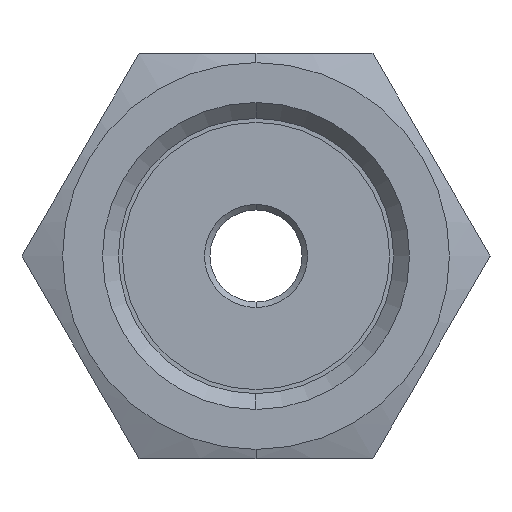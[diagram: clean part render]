
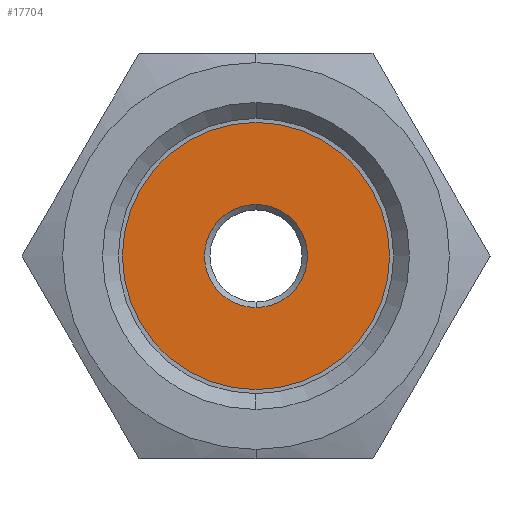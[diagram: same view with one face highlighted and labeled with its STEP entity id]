
A CAD part, left-side view. The second image highlights one B-rep face of the part: STEP entity #17704.
In plain terms, the highlighted planar face has unit normal (-1, 0, 0).
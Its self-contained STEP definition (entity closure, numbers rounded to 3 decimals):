
#542 = CARTESIAN_POINT ( 'NONE',  ( -40., 0., 7.25 ) ) ;
#1746 = ORIENTED_EDGE ( 'NONE', *, *, #16285, .F. ) ;
#2133 = VERTEX_POINT ( 'NONE', #542 ) ;
#2690 = AXIS2_PLACEMENT_3D ( 'NONE', #4122, #18451, #9879 ) ;
#3434 = VERTEX_POINT ( 'NONE', #11544 ) ;
#3836 = CARTESIAN_POINT ( 'NONE',  ( -40., 0., 0. ) ) ;
#4122 = CARTESIAN_POINT ( 'NONE',  ( -40., 7.25, 0. ) ) ;
#4131 = AXIS2_PLACEMENT_3D ( 'NONE', #6813, #16801, #8321 ) ;
#5111 = VERTEX_POINT ( 'NONE', #9369 ) ;
#5869 = AXIS2_PLACEMENT_3D ( 'NONE', #16175, #7451, #14761 ) ;
#6813 = CARTESIAN_POINT ( 'NONE',  ( -40., 0., 0. ) ) ;
#7116 = CIRCLE ( 'NONE', #4131, 2.8 ) ;
#7151 = ORIENTED_EDGE ( 'NONE', *, *, #8730, .T. ) ;
#7451 = DIRECTION ( 'NONE',  ( 1., 0., 0. ) ) ;
#7527 = FACE_OUTER_BOUND ( 'NONE', #8792, .T. ) ;
#7543 = CARTESIAN_POINT ( 'NONE',  ( -40., 0., 0. ) ) ;
#7615 = ORIENTED_EDGE ( 'NONE', *, *, #15409, .T. ) ;
#8321 = DIRECTION ( 'NONE',  ( 0., 0., 1. ) ) ;
#8730 = EDGE_CURVE ( 'NONE', #5111, #3434, #15296, .T. ) ;
#8792 = EDGE_LOOP ( 'NONE', ( #1746, #17183 ) ) ;
#8912 = CIRCLE ( 'NONE', #16126, 7.25 ) ;
#9369 = CARTESIAN_POINT ( 'NONE',  ( -40., 0., -2.8 ) ) ;
#9879 = DIRECTION ( 'NONE',  ( 0., 0., 1. ) ) ;
#10051 = EDGE_CURVE ( 'NONE', #2133, #10071, #15635, .T. ) ;
#10071 = VERTEX_POINT ( 'NONE', #14827 ) ;
#11544 = CARTESIAN_POINT ( 'NONE',  ( -40., 0., 2.8 ) ) ;
#11644 = AXIS2_PLACEMENT_3D ( 'NONE', #3836, #15256, #18288 ) ;
#13838 = EDGE_LOOP ( 'NONE', ( #7615, #7151 ) ) ;
#14037 = PLANE ( 'NONE',  #2690 ) ;
#14661 = DIRECTION ( 'NONE',  ( 0., 0., -1. ) ) ;
#14761 = DIRECTION ( 'NONE',  ( 0., 0., -1. ) ) ;
#14827 = CARTESIAN_POINT ( 'NONE',  ( -40., 0., -7.25 ) ) ;
#15256 = DIRECTION ( 'NONE',  ( 1., 0., 0. ) ) ;
#15285 = FACE_BOUND ( 'NONE', #13838, .T. ) ;
#15296 = CIRCLE ( 'NONE', #11644, 2.8 ) ;
#15409 = EDGE_CURVE ( 'NONE', #3434, #5111, #7116, .T. ) ;
#15635 = CIRCLE ( 'NONE', #5869, 7.25 ) ;
#16126 = AXIS2_PLACEMENT_3D ( 'NONE', #7543, #16139, #14661 ) ;
#16139 = DIRECTION ( 'NONE',  ( 1., 0., 0. ) ) ;
#16175 = CARTESIAN_POINT ( 'NONE',  ( -40., 0., 0. ) ) ;
#16285 = EDGE_CURVE ( 'NONE', #10071, #2133, #8912, .T. ) ;
#16801 = DIRECTION ( 'NONE',  ( 1., 0., 0. ) ) ;
#17183 = ORIENTED_EDGE ( 'NONE', *, *, #10051, .F. ) ;
#17704 = ADVANCED_FACE ( 'NONE', ( #15285, #7527 ), #14037, .T. ) ;
#18288 = DIRECTION ( 'NONE',  ( 0., 0., 1. ) ) ;
#18451 = DIRECTION ( 'NONE',  ( -1., 0., 0. ) ) ;
